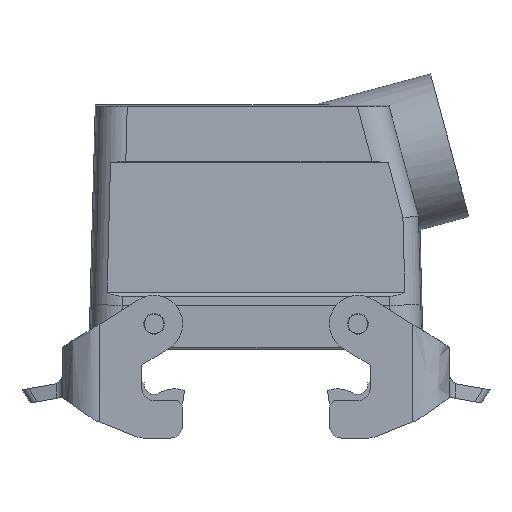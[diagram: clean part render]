
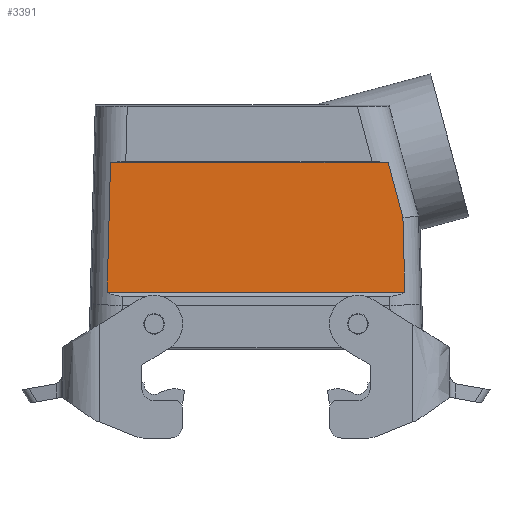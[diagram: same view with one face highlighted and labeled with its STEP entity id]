
A CAD part, front view. The second image highlights one B-rep face of the part: STEP entity #3391.
In plain terms, the highlighted planar face has unit normal (0, -1, 0.015).
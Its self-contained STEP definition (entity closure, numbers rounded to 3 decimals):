
#1130=FACE_OUTER_BOUND('',#3983,.T.);
#1500=PLANE('',#8762);
#2013=LINE('',#11869,#2773);
#2014=LINE('',#11872,#2774);
#2015=LINE('',#11874,#2775);
#2016=LINE('',#11876,#2776);
#2017=LINE('',#11878,#2777);
#2773=VECTOR('',#9631,1.);
#2774=VECTOR('',#9632,1.);
#2775=VECTOR('',#9633,1.);
#2776=VECTOR('',#9634,1.);
#2777=VECTOR('',#9635,1.);
#3391=ADVANCED_FACE('',(#1130),#1500,.T.);
#3983=EDGE_LOOP('',(#4654,#4655,#4656,#4657,#4658));
#4654=ORIENTED_EDGE('',*,*,#7541,.F.);
#4655=ORIENTED_EDGE('',*,*,#7542,.T.);
#4656=ORIENTED_EDGE('',*,*,#7543,.F.);
#4657=ORIENTED_EDGE('',*,*,#7544,.F.);
#4658=ORIENTED_EDGE('',*,*,#7545,.F.);
#6790=VERTEX_POINT('',#11870);
#6791=VERTEX_POINT('',#11871);
#6792=VERTEX_POINT('',#11873);
#6793=VERTEX_POINT('',#11875);
#6794=VERTEX_POINT('',#11877);
#7541=EDGE_CURVE('',#6790,#6791,#2013,.T.);
#7542=EDGE_CURVE('',#6790,#6792,#2014,.T.);
#7543=EDGE_CURVE('',#6793,#6792,#2015,.T.);
#7544=EDGE_CURVE('',#6794,#6793,#2016,.T.);
#7545=EDGE_CURVE('',#6791,#6794,#2017,.T.);
#8762=AXIS2_PLACEMENT_3D('',#11879,#9636,#9637);
#9631=DIRECTION('',(0.026,0.015,1.));
#9632=DIRECTION('',(1.,0.,0.));
#9633=DIRECTION('',(0.026,-0.015,-1.));
#9634=DIRECTION('',(0.259,-0.015,-0.966));
#9635=DIRECTION('',(1.,0.,0.));
#9636=DIRECTION('',(0.,-1.,0.015));
#9637=DIRECTION('',(0.,-0.015,-1.));
#11869=CARTESIAN_POINT('',(-36.106,-26.708,19.152));
#11870=CARTESIAN_POINT('',(-36.518,-26.95,3.266));
#11871=CARTESIAN_POINT('',(-35.696,-26.467,34.983));
#11872=CARTESIAN_POINT('',(50.,-26.95,3.266));
#11873=CARTESIAN_POINT('',(36.518,-26.95,3.266));
#11874=CARTESIAN_POINT('',(36.279,-26.81,12.491));
#11875=CARTESIAN_POINT('',(36.047,-26.673,21.442));
#11876=CARTESIAN_POINT('',(34.189,-26.568,28.381));
#11877=CARTESIAN_POINT('',(32.422,-26.467,34.983));
#11878=CARTESIAN_POINT('',(50.,-26.467,34.983));
#11879=CARTESIAN_POINT('',(50.,-26.95,3.266));
